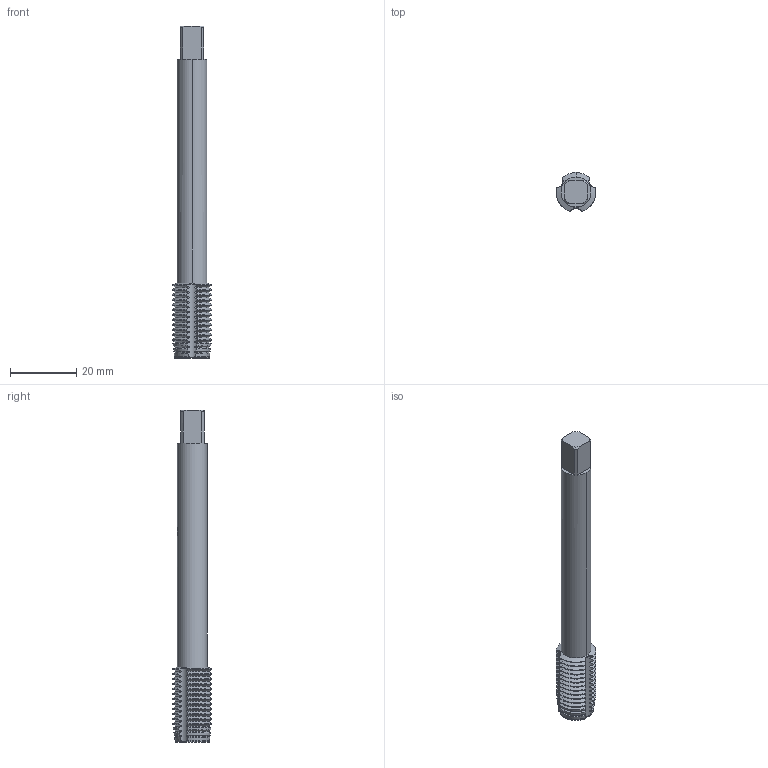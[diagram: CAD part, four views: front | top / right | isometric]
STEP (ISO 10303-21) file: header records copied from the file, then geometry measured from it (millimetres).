
FILE_DESCRIPTION(('no description'),'unknown implementation level');
FILE_NAME('solidcDqxX0ZtyuWWt6IioiuDu_x2OKM_1.STP',' ',('CIM GmbH Aachen'),('CADClick - KiM GmbH - www.kimweb.de'),'unknown preprocess','ACIS','unknown authorization');
FILE_SCHEMA(('automotive_design'));
Length unit declared in the file: millimetre
Products named in the file (2): 1; 2
Bounding box: 12 x 11.75 x 100 mm (x, y, z)
Volume: 6825.4 mm3; surface area: 4886.2 mm2
Topology: 2 solids, 2 shells, 339 faces, 938 edges, 603 vertices
Faces by surface type: cone 180, cylinder 139, plane 17, torus 3
Entity records: 22888 total; most frequent: CARTESIAN_POINT 3907, STYLED_ITEM 1882, PRESENTATION_STYLE_ASSIGNMENT 1882, COLOUR_RGB 1882, ORIENTED_EDGE 1876, DIRECTION 1767, EDGE_CURVE 938, CURVE_STYLE 938
